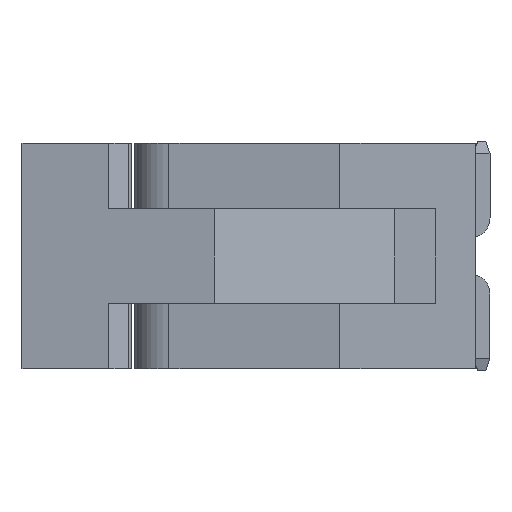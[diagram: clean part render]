
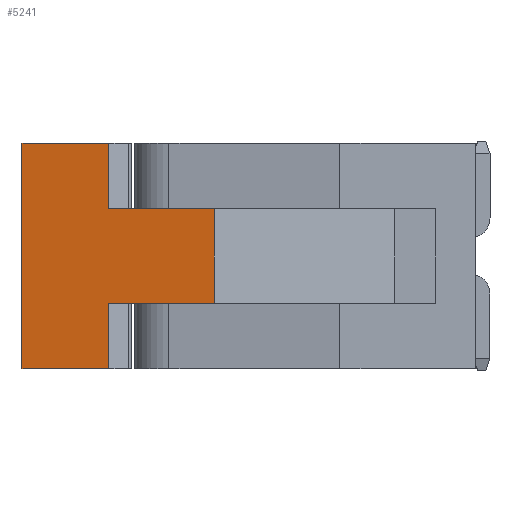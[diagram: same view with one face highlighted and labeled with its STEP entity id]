
A CAD part, left-side view. The second image highlights one B-rep face of the part: STEP entity #5241.
In plain terms, the highlighted planar face has unit normal (-0.986, 0.165, 0).
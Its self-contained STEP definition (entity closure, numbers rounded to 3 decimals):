
#4953 = VERTEX_POINT('',#4954);
#4954 = CARTESIAN_POINT('',(50.824,45.744,-1.6));
#4960 = EDGE_CURVE('',#4953,#4961,#4963,.T.);
#4961 = VERTEX_POINT('',#4962);
#4962 = CARTESIAN_POINT('',(50.395,43.177,-1.6));
#4963 = LINE('',#4964,#4965);
#4964 = CARTESIAN_POINT('',(50.824,45.744,-1.6));
#4965 = VECTOR('',#4966,1.);
#4966 = DIRECTION('',(-0.165,-0.986,0.));
#5048 = VERTEX_POINT('',#5049);
#5049 = CARTESIAN_POINT('',(50.824,45.744,-5.5));
#5066 = VERTEX_POINT('',#5067);
#5067 = CARTESIAN_POINT('',(50.824,45.744,0.));
#5073 = EDGE_CURVE('',#5066,#4953,#5074,.T.);
#5074 = LINE('',#5075,#5076);
#5075 = CARTESIAN_POINT('',(50.824,45.744,-3.9));
#5076 = VECTOR('',#5077,1.);
#5077 = DIRECTION('',(0.,-0.,-1.));
#5089 = VERTEX_POINT('',#5090);
#5090 = CARTESIAN_POINT('',(50.824,45.744,-3.9));
#5096 = EDGE_CURVE('',#5089,#5048,#5097,.T.);
#5097 = LINE('',#5098,#5099);
#5098 = CARTESIAN_POINT('',(50.824,45.744,-3.9));
#5099 = VECTOR('',#5100,1.);
#5100 = DIRECTION('',(0.,-0.,-1.));
#5223 = EDGE_CURVE('',#4961,#5224,#5226,.T.);
#5224 = VERTEX_POINT('',#5225);
#5225 = CARTESIAN_POINT('',(50.395,43.177,-3.9));
#5226 = LINE('',#5227,#5228);
#5227 = CARTESIAN_POINT('',(50.395,43.177,-3.9));
#5228 = VECTOR('',#5229,1.);
#5229 = DIRECTION('',(0.,-0.,-1.));
#5241 = ADVANCED_FACE('',(#5242),#5276,.T.);
#5242 = FACE_BOUND('',#5243,.T.);
#5243 = EDGE_LOOP('',(#5244,#5252,#5260,#5266,#5267,#5273,#5274,#5275));
#5244 = ORIENTED_EDGE('',*,*,#5245,.T.);
#5245 = EDGE_CURVE('',#5066,#5246,#5248,.T.);
#5246 = VERTEX_POINT('',#5247);
#5247 = CARTESIAN_POINT('',(51.178,47.857,0.));
#5248 = LINE('',#5249,#5250);
#5249 = CARTESIAN_POINT('',(51.178,47.857,0.));
#5250 = VECTOR('',#5251,1.);
#5251 = DIRECTION('',(0.165,0.986,-0.));
#5252 = ORIENTED_EDGE('',*,*,#5253,.T.);
#5253 = EDGE_CURVE('',#5246,#5254,#5256,.T.);
#5254 = VERTEX_POINT('',#5255);
#5255 = CARTESIAN_POINT('',(51.178,47.857,-5.5));
#5256 = LINE('',#5257,#5258);
#5257 = CARTESIAN_POINT('',(51.178,47.857,-3.9));
#5258 = VECTOR('',#5259,1.);
#5259 = DIRECTION('',(-0.,-0.,-1.));
#5260 = ORIENTED_EDGE('',*,*,#5261,.T.);
#5261 = EDGE_CURVE('',#5254,#5048,#5262,.T.);
#5262 = LINE('',#5263,#5264);
#5263 = CARTESIAN_POINT('',(51.178,47.857,-5.5));
#5264 = VECTOR('',#5265,1.);
#5265 = DIRECTION('',(-0.165,-0.986,0.));
#5266 = ORIENTED_EDGE('',*,*,#5096,.F.);
#5267 = ORIENTED_EDGE('',*,*,#5268,.T.);
#5268 = EDGE_CURVE('',#5089,#5224,#5269,.T.);
#5269 = LINE('',#5270,#5271);
#5270 = CARTESIAN_POINT('',(51.178,47.857,-3.9));
#5271 = VECTOR('',#5272,1.);
#5272 = DIRECTION('',(-0.165,-0.986,0.));
#5273 = ORIENTED_EDGE('',*,*,#5223,.F.);
#5274 = ORIENTED_EDGE('',*,*,#4960,.F.);
#5275 = ORIENTED_EDGE('',*,*,#5073,.F.);
#5276 = PLANE('',#5277);
#5277 = AXIS2_PLACEMENT_3D('',#5278,#5279,#5280);
#5278 = CARTESIAN_POINT('',(51.178,47.857,-3.9));
#5279 = DIRECTION('',(-0.986,0.165,0.));
#5280 = DIRECTION('',(-0.165,-0.986,0.));
